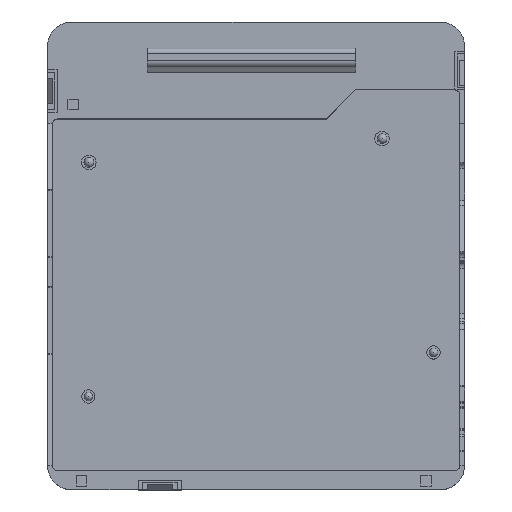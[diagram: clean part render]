
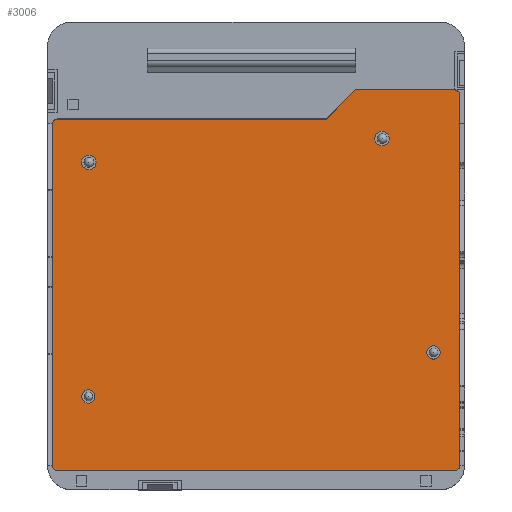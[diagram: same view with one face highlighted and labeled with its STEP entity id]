
A CAD part, top view. The second image highlights one B-rep face of the part: STEP entity #3006.
In plain terms, the highlighted planar face has unit normal (0, 0, 1).
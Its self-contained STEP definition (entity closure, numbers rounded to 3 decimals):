
#1542=CARTESIAN_POINT('',(66.,81.427,9.));
#1543=VERTEX_POINT('',#1542);
#1544=CARTESIAN_POINT('',(10.482,81.427,9.));
#1545=VERTEX_POINT('',#1544);
#1546=CARTESIAN_POINT('',(66.,81.427,9.));
#1547=DIRECTION('',(-1.,-0.,0.));
#1548=VECTOR('',#1547,55.518);
#1549=LINE('',#1546,#1548);
#1550=EDGE_CURVE('',#1543,#1545,#1549,.T.);
#1749=CARTESIAN_POINT('',(9.482,9.927,9.));
#1750=VERTEX_POINT('',#1749);
#1757=CARTESIAN_POINT('',(9.482,80.427,9.));
#1758=VERTEX_POINT('',#1757);
#1759=CARTESIAN_POINT('',(9.482,80.427,9.));
#1760=DIRECTION('',(0.,-1.,-0.));
#1761=VECTOR('',#1760,70.5);
#1762=LINE('',#1759,#1761);
#1763=EDGE_CURVE('',#1758,#1750,#1762,.T.);
#1915=CARTESIAN_POINT('',(10.482,80.427,9.));
#1916=DIRECTION('',(0.,0.,1.));
#1917=DIRECTION('',(1.,0.,-0.));
#1918=AXIS2_PLACEMENT_3D('',#1915,#1916,#1917);
#1919=CIRCLE('',#1918,1.);
#1920=EDGE_CURVE('',#1545,#1758,#1919,.T.);
#1931=CARTESIAN_POINT('',(10.482,8.927,9.));
#1932=VERTEX_POINT('',#1931);
#1940=CARTESIAN_POINT('',(92.482,8.927,9.));
#1941=VERTEX_POINT('',#1940);
#1948=CARTESIAN_POINT('',(10.482,8.927,9.));
#1949=DIRECTION('',(1.,0.,-0.));
#1950=VECTOR('',#1949,82.);
#1951=LINE('',#1948,#1950);
#1952=EDGE_CURVE('',#1932,#1941,#1951,.T.);
#1971=CARTESIAN_POINT('',(93.482,9.927,9.));
#1972=VERTEX_POINT('',#1971);
#1979=CARTESIAN_POINT('',(92.482,9.927,9.));
#1980=DIRECTION('',(0.,0.,1.));
#1981=DIRECTION('',(1.,0.,-0.));
#1982=AXIS2_PLACEMENT_3D('',#1979,#1980,#1981);
#1983=CIRCLE('',#1982,1.);
#1984=EDGE_CURVE('',#1941,#1972,#1983,.T.);
#1997=CARTESIAN_POINT('',(10.482,9.927,9.));
#1998=DIRECTION('',(0.,0.,1.));
#1999=DIRECTION('',(1.,0.,-0.));
#2000=AXIS2_PLACEMENT_3D('',#1997,#1998,#1999);
#2001=CIRCLE('',#2000,1.);
#2002=EDGE_CURVE('',#1750,#1932,#2001,.T.);
#2628=CARTESIAN_POINT('',(93.482,86.427,9.));
#2629=VERTEX_POINT('',#2628);
#2636=CARTESIAN_POINT('',(93.482,9.927,9.));
#2637=DIRECTION('',(-0.,1.,0.));
#2638=VECTOR('',#2637,76.5);
#2639=LINE('',#2636,#2638);
#2640=EDGE_CURVE('',#1972,#2629,#2639,.T.);
#2969=CARTESIAN_POINT('',(6.482,84.427,9.));
#2970=DIRECTION('',(0.,0.,1.));
#2971=DIRECTION('',(0.,-1.,-0.));
#2972=AXIS2_PLACEMENT_3D('',#2969,#2970,#2971);
#2973=PLANE('',#2972);
#2974=ORIENTED_EDGE('',*,*,#2640,.T.);
#2975=CARTESIAN_POINT('',(92.482,87.427,9.));
#2976=VERTEX_POINT('',#2975);
#2977=CARTESIAN_POINT('',(92.482,86.427,9.));
#2978=DIRECTION('',(0.,0.,1.));
#2979=DIRECTION('',(1.,0.,-0.));
#2980=AXIS2_PLACEMENT_3D('',#2977,#2978,#2979);
#2981=CIRCLE('',#2980,1.);
#2982=EDGE_CURVE('',#2629,#2976,#2981,.T.);
#2983=ORIENTED_EDGE('',*,*,#2982,.T.);
#2984=CARTESIAN_POINT('',(72.,87.427,9.));
#2985=VERTEX_POINT('',#2984);
#2986=CARTESIAN_POINT('',(92.482,87.427,9.));
#2987=DIRECTION('',(-1.,-0.,0.));
#2988=VECTOR('',#2987,20.482);
#2989=LINE('',#2986,#2988);
#2990=EDGE_CURVE('',#2976,#2985,#2989,.T.);
#2991=ORIENTED_EDGE('',*,*,#2990,.T.);
#2992=CARTESIAN_POINT('',(72.,87.427,9.));
#2993=DIRECTION('',(-0.707,-0.707,0.));
#2994=VECTOR('',#2993,8.485);
#2995=LINE('',#2992,#2994);
#2996=EDGE_CURVE('',#2985,#1543,#2995,.T.);
#2997=ORIENTED_EDGE('',*,*,#2996,.T.);
#2998=ORIENTED_EDGE('',*,*,#1550,.T.);
#2999=ORIENTED_EDGE('',*,*,#1920,.T.);
#3000=ORIENTED_EDGE('',*,*,#1763,.T.);
#3001=ORIENTED_EDGE('',*,*,#2002,.T.);
#3002=ORIENTED_EDGE('',*,*,#1952,.T.);
#3003=ORIENTED_EDGE('',*,*,#1984,.T.);
#3004=EDGE_LOOP('',(#2974,#2983,#2991,#2997,#2998,#2999,#3000,#3001,#3002,#3003));
#3005=FACE_BOUND('',#3004,.T.);
#3006=ADVANCED_FACE('',(#3005),#2973,.T.);
